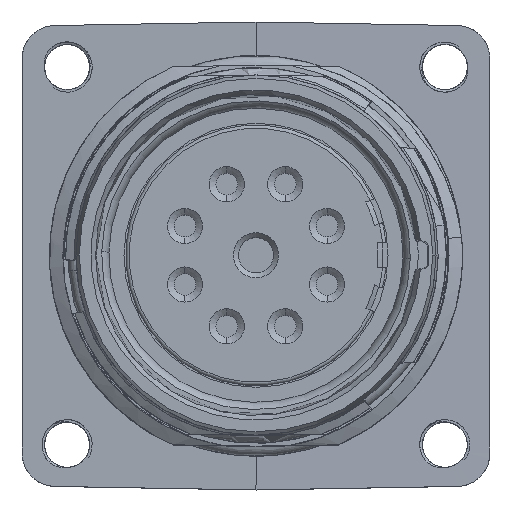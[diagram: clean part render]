
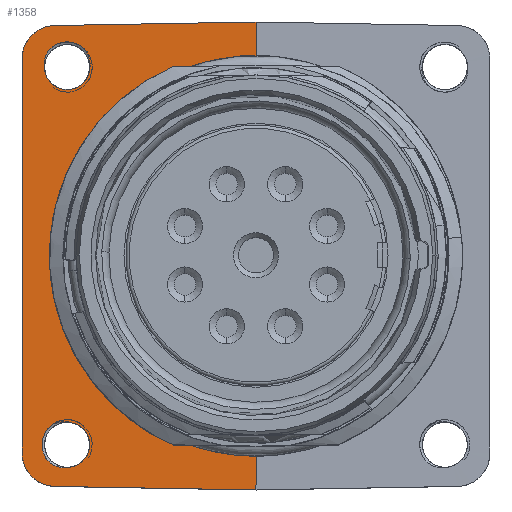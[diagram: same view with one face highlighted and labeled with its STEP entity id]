
A CAD part, top view. The second image highlights one B-rep face of the part: STEP entity #1358.
In plain terms, the highlighted planar face has unit normal (-0.004, 0, 1).
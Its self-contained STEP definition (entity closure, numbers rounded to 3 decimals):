
#1358=ADVANCED_FACE('',(#2179,#2180,#2181),#2027,.T.);
#2027=PLANE('',#12759);
#2179=FACE_BOUND('',#2295,.T.);
#2180=FACE_BOUND('',#2296,.T.);
#2181=FACE_BOUND('',#2297,.T.);
#2295=EDGE_LOOP('',(#4666,#4667,#4668,#4669,#4670,#4671,#4672,#4673,#4674,
#4675));
#2296=EDGE_LOOP('',(#4676,#4677,#4678,#4679));
#2297=EDGE_LOOP('',(#4680,#4681,#4682,#4683,#4684));
#3341=LINE('',#18356,#3907);
#3342=LINE('',#18358,#3908);
#3343=LINE('',#18361,#3909);
#3344=LINE('',#18376,#3910);
#3345=LINE('',#18378,#3911);
#3346=LINE('',#18380,#3912);
#3347=LINE('',#18393,#3913);
#3907=VECTOR('',#13873,1.);
#3908=VECTOR('',#13876,1.);
#3909=VECTOR('',#13877,1.);
#3910=VECTOR('',#13878,1.);
#3911=VECTOR('',#13879,1.);
#3912=VECTOR('',#13880,1.);
#3913=VECTOR('',#13881,1.);
#4429=ELLIPSE('',#12715,1.35,1.35);
#4430=ELLIPSE('',#12720,1.35,1.35);
#4432=ELLIPSE('',#12734,1.35,1.35);
#4435=ELLIPSE('',#12757,1.5,1.5);
#4436=ELLIPSE('',#12758,1.5,1.5);
#4666=ORIENTED_EDGE('',*,*,#9814,.T.);
#4667=ORIENTED_EDGE('',*,*,#9815,.T.);
#4668=ORIENTED_EDGE('',*,*,#9816,.F.);
#4669=ORIENTED_EDGE('',*,*,#9813,.T.);
#4670=ORIENTED_EDGE('',*,*,#9817,.F.);
#4671=ORIENTED_EDGE('',*,*,#9818,.T.);
#4672=ORIENTED_EDGE('',*,*,#9819,.T.);
#4673=ORIENTED_EDGE('',*,*,#9820,.T.);
#4674=ORIENTED_EDGE('',*,*,#9821,.F.);
#4675=ORIENTED_EDGE('',*,*,#9822,.T.);
#4676=ORIENTED_EDGE('',*,*,#9823,.F.);
#4677=ORIENTED_EDGE('',*,*,#9824,.F.);
#4678=ORIENTED_EDGE('',*,*,#9825,.F.);
#4679=ORIENTED_EDGE('',*,*,#9750,.F.);
#4680=ORIENTED_EDGE('',*,*,#9826,.F.);
#4681=ORIENTED_EDGE('',*,*,#9700,.F.);
#4682=ORIENTED_EDGE('',*,*,#9717,.F.);
#4683=ORIENTED_EDGE('',*,*,#9827,.F.);
#4684=ORIENTED_EDGE('',*,*,#9828,.F.);
#8413=VERTEX_POINT('',#16433);
#8414=VERTEX_POINT('',#16434);
#8428=VERTEX_POINT('',#16677);
#8448=VERTEX_POINT('',#17325);
#8449=VERTEX_POINT('',#17326);
#8494=VERTEX_POINT('',#18350);
#8497=VERTEX_POINT('',#18355);
#8498=VERTEX_POINT('',#18359);
#8499=VERTEX_POINT('',#18360);
#8500=VERTEX_POINT('',#18362);
#8501=VERTEX_POINT('',#18375);
#8502=VERTEX_POINT('',#18377);
#8503=VERTEX_POINT('',#18379);
#8504=VERTEX_POINT('',#18381);
#8505=VERTEX_POINT('',#18392);
#8506=VERTEX_POINT('',#18398);
#8507=VERTEX_POINT('',#18400);
#8508=VERTEX_POINT('',#18409);
#8509=VERTEX_POINT('',#18414);
#9700=EDGE_CURVE('',#8413,#8414,#4429,.T.);
#9717=EDGE_CURVE('',#8428,#8413,#4430,.T.);
#9750=EDGE_CURVE('',#8448,#8449,#4432,.T.);
#9813=EDGE_CURVE('',#8494,#8497,#3341,.T.);
#9814=EDGE_CURVE('',#8498,#8499,#3342,.T.);
#9815=EDGE_CURVE('',#8499,#8500,#3343,.T.);
#9816=EDGE_CURVE('',#8494,#8500,#11681,.T.);
#9817=EDGE_CURVE('',#8501,#8497,#11682,.T.);
#9818=EDGE_CURVE('',#8501,#8502,#3344,.T.);
#9819=EDGE_CURVE('',#8502,#8503,#3345,.T.);
#9820=EDGE_CURVE('',#8503,#8504,#3346,.T.);
#9821=EDGE_CURVE('',#8505,#8504,#11683,.T.);
#9822=EDGE_CURVE('',#8505,#8498,#3347,.T.);
#9823=EDGE_CURVE('',#8506,#8448,#11684,.T.);
#9824=EDGE_CURVE('',#8507,#8506,#4435,.T.);
#9825=EDGE_CURVE('',#8449,#8507,#11685,.T.);
#9826=EDGE_CURVE('',#8414,#8508,#11686,.T.);
#9827=EDGE_CURVE('',#8509,#8428,#11687,.T.);
#9828=EDGE_CURVE('',#8508,#8509,#4436,.T.);
#11681=B_SPLINE_CURVE_WITH_KNOTS('',3,(#18363,#18364,#18365,#18366,#18367,
#18368),.UNSPECIFIED.,.F.,.F.,(4,2,4),(0.,0.5,1.),.UNSPECIFIED.);
#11682=B_SPLINE_CURVE_WITH_KNOTS('',3,(#18369,#18370,#18371,#18372,#18373,
#18374),.UNSPECIFIED.,.F.,.F.,(4,2,4),(0.,0.5,1.),.UNSPECIFIED.);
#11683=B_SPLINE_CURVE_WITH_KNOTS('',3,(#18382,#18383,#18384,#18385,#18386,
#18387,#18388,#18389,#18390,#18391),.UNSPECIFIED.,.F.,.F.,(4,2,2,2,4),(0.,
0.25,0.5,0.75,1.),.UNSPECIFIED.);
#11684=B_SPLINE_CURVE_WITH_KNOTS('',3,(#18394,#18395,#18396,#18397),
 .UNSPECIFIED.,.F.,.F.,(4,4),(0.,1.),.UNSPECIFIED.);
#11685=B_SPLINE_CURVE_WITH_KNOTS('',3,(#18401,#18402,#18403,#18404),
 .UNSPECIFIED.,.F.,.F.,(4,4),(0.,1.),.UNSPECIFIED.);
#11686=B_SPLINE_CURVE_WITH_KNOTS('',3,(#18405,#18406,#18407,#18408),
 .UNSPECIFIED.,.F.,.F.,(4,4),(0.,1.),.UNSPECIFIED.);
#11687=B_SPLINE_CURVE_WITH_KNOTS('',3,(#18410,#18411,#18412,#18413),
 .UNSPECIFIED.,.F.,.F.,(4,4),(0.,1.),.UNSPECIFIED.);
#12715=AXIS2_PLACEMENT_3D('',#16432,#13751,#13752);
#12720=AXIS2_PLACEMENT_3D('',#16678,#13768,#13769);
#12734=AXIS2_PLACEMENT_3D('',#17324,#13805,#13806);
#12757=AXIS2_PLACEMENT_3D('',#18399,#13882,#13883);
#12758=AXIS2_PLACEMENT_3D('',#18415,#13884,#13885);
#12759=AXIS2_PLACEMENT_3D('',#18416,#13886,#13887);
#13751=DIRECTION('',(-0.003,0.,1.));
#13752=DIRECTION('',(1.,0.,0.003));
#13768=DIRECTION('',(-0.003,0.,1.));
#13769=DIRECTION('',(1.,0.,0.003));
#13805=DIRECTION('',(-0.003,0.,1.));
#13806=DIRECTION('',(1.,0.,0.003));
#13873=DIRECTION('',(0.,-1.,0.));
#13876=DIRECTION('',(0.,1.,0.));
#13877=DIRECTION('',(-1.,-0.017,-0.003));
#13878=DIRECTION('',(1.,-0.017,0.003));
#13879=DIRECTION('',(0.,1.,0.));
#13880=DIRECTION('',(-1.,0.017,-0.003));
#13881=DIRECTION('',(1.,0.017,0.003));
#13882=DIRECTION('',(-0.003,0.,1.));
#13883=DIRECTION('',(1.,0.,0.003));
#13884=DIRECTION('',(-0.003,0.,1.));
#13885=DIRECTION('',(-1.,0.,-0.003));
#13886=DIRECTION('',(-0.003,0.,1.));
#13887=DIRECTION('',(1.,0.,0.003));
#16432=CARTESIAN_POINT('',(-11.3,11.3,31.111));
#16433=CARTESIAN_POINT('',(-11.3,9.95,31.111));
#16434=CARTESIAN_POINT('',(-9.96,11.133,31.115));
#16677=CARTESIAN_POINT('',(-12.612,10.981,31.106));
#16678=CARTESIAN_POINT('',(-11.3,11.3,31.111));
#17324=CARTESIAN_POINT('',(-11.3,-11.3,31.111));
#17325=CARTESIAN_POINT('',(-10.951,-12.604,31.112));
#17326=CARTESIAN_POINT('',(-11.012,-9.981,31.112));
#18350=CARTESIAN_POINT('',(-14.,11.786,31.101));
#18355=CARTESIAN_POINT('',(-14.,-11.795,31.101));
#18356=CARTESIAN_POINT('',(-14.,11.786,31.101));
#18358=CARTESIAN_POINT('',(0.,11.391,31.15));
#18359=CARTESIAN_POINT('',(0.,11.391,31.15));
#18360=CARTESIAN_POINT('',(0.,13.996,31.15));
#18361=CARTESIAN_POINT('',(0.,13.996,31.15));
#18362=CARTESIAN_POINT('',(-12.035,13.786,31.108));
#18363=CARTESIAN_POINT('',(-14.,11.786,31.101));
#18364=CARTESIAN_POINT('',(-14.,12.304,31.102));
#18365=CARTESIAN_POINT('',(-13.789,12.818,31.103));
#18366=CARTESIAN_POINT('',(-13.064,13.557,31.106));
#18367=CARTESIAN_POINT('',(-12.553,13.777,31.107));
#18368=CARTESIAN_POINT('',(-12.035,13.786,31.108));
#18369=CARTESIAN_POINT('',(-12.035,-13.794,31.108));
#18370=CARTESIAN_POINT('',(-12.553,-13.785,31.107));
#18371=CARTESIAN_POINT('',(-13.064,-13.566,31.106));
#18372=CARTESIAN_POINT('',(-13.789,-12.827,31.103));
#18373=CARTESIAN_POINT('',(-14.,-12.312,31.102));
#18374=CARTESIAN_POINT('',(-14.,-11.795,31.101));
#18375=CARTESIAN_POINT('',(-12.035,-13.794,31.108));
#18376=CARTESIAN_POINT('',(-12.035,-13.794,31.108));
#18377=CARTESIAN_POINT('',(0.,-14.004,31.15));
#18378=CARTESIAN_POINT('',(0.,-14.004,31.15));
#18379=CARTESIAN_POINT('',(0.,-11.409,31.15));
#18380=CARTESIAN_POINT('',(0.,-11.409,31.15));
#18381=CARTESIAN_POINT('',(-2.011,-11.374,31.143));
#18382=CARTESIAN_POINT('',(-2.117,11.354,31.143));
#18383=CARTESIAN_POINT('',(-4.743,10.865,31.133));
#18384=CARTESIAN_POINT('',(-7.185,9.431,31.127));
#18385=CARTESIAN_POINT('',(-10.599,5.313,31.117));
#18386=CARTESIAN_POINT('',(-11.558,2.644,31.115));
#18387=CARTESIAN_POINT('',(-11.542,-2.712,31.115));
#18388=CARTESIAN_POINT('',(-10.567,-5.379,31.118));
#18389=CARTESIAN_POINT('',(-7.117,-9.484,31.127));
#18390=CARTESIAN_POINT('',(-4.654,-10.906,31.134));
#18391=CARTESIAN_POINT('',(-2.011,-11.374,31.143));
#18392=CARTESIAN_POINT('',(-2.117,11.354,31.143));
#18393=CARTESIAN_POINT('',(-2.117,11.354,31.143));
#18394=CARTESIAN_POINT('',(-12.464,-12.246,31.106));
#18395=CARTESIAN_POINT('',(-12.064,-12.662,31.108));
#18396=CARTESIAN_POINT('',(-11.438,-12.788,31.11));
#18397=CARTESIAN_POINT('',(-10.951,-12.604,31.112));
#18398=CARTESIAN_POINT('',(-12.464,-12.246,31.106));
#18399=CARTESIAN_POINT('',(-11.3,-11.3,31.111));
#18400=CARTESIAN_POINT('',(-12.384,-10.264,31.107));
#18401=CARTESIAN_POINT('',(-11.012,-9.981,31.112));
#18402=CARTESIAN_POINT('',(-11.451,-9.832,31.11));
#18403=CARTESIAN_POINT('',(-11.996,-9.928,31.108));
#18404=CARTESIAN_POINT('',(-12.384,-10.264,31.107));
#18405=CARTESIAN_POINT('',(-9.96,11.133,31.115));
#18406=CARTESIAN_POINT('',(-9.853,11.593,31.116));
#18407=CARTESIAN_POINT('',(-10.008,12.156,31.115));
#18408=CARTESIAN_POINT('',(-10.425,12.518,31.114));
#18409=CARTESIAN_POINT('',(-10.425,12.518,31.114));
#18410=CARTESIAN_POINT('',(-12.311,12.408,31.107));
#18411=CARTESIAN_POINT('',(-12.674,12.009,31.106));
#18412=CARTESIAN_POINT('',(-12.774,11.435,31.105));
#18413=CARTESIAN_POINT('',(-12.612,10.981,31.106));
#18414=CARTESIAN_POINT('',(-12.311,12.408,31.107));
#18415=CARTESIAN_POINT('',(-11.3,11.3,31.111));
#18416=CARTESIAN_POINT('',(-18.725,-27.75,31.085));
